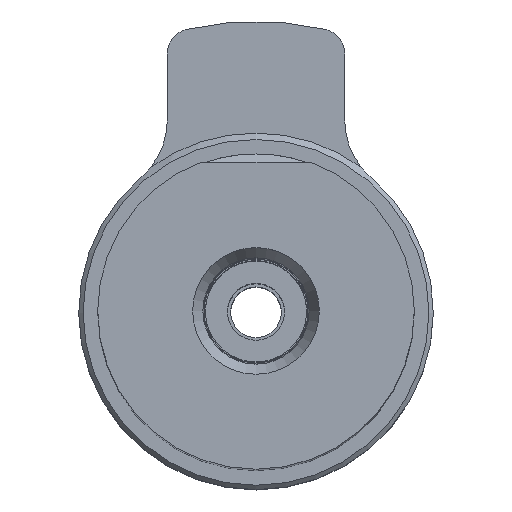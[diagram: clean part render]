
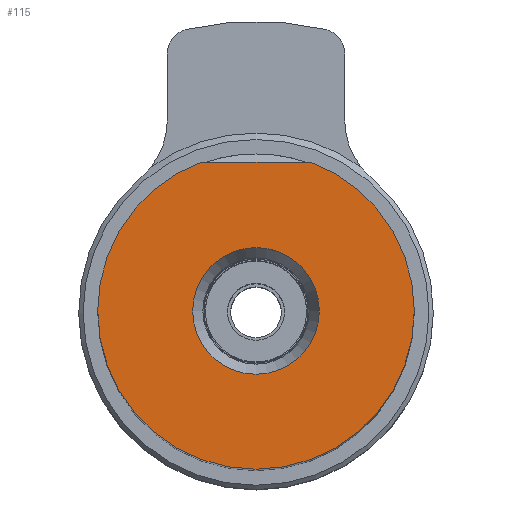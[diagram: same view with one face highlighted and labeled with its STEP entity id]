
A CAD part, top view. The second image highlights one B-rep face of the part: STEP entity #115.
In plain terms, the highlighted planar face has unit normal (0, 0, 1).
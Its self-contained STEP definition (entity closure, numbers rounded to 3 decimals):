
#115=ADVANCED_FACE('Unnamed[1]',(#333,#334),#335,.T.);
#148=EDGE_CURVE('Unnamed[1]',#385,#381,#386,.T.);
#279=EDGE_CURVE('Unnamed[1]',#385,#381,#569,.T.);
#292=EDGE_CURVE('Unnamed[1]',#584,#584,#585,.T.);
#333=FACE_OUTER_BOUND('',#696,.T.);
#334=FACE_BOUND('',#697,.T.);
#335=PLANE('',#698);
#381=VERTEX_POINT('',#757);
#385=VERTEX_POINT('',#763);
#386=LINE('',#764,#765);
#569=CIRCLE('',#1250,12.5);
#584=VERTEX_POINT('',#1345);
#585=CIRCLE('',#1346,5.);
#696=EDGE_LOOP('',(#1375,#1376));
#697=EDGE_LOOP('',(#1377));
#698=AXIS2_PLACEMENT_3D('',#1378,#1379,#1380);
#757=CARTESIAN_POINT('',(-4.265,11.75,0.));
#763=CARTESIAN_POINT('',(4.265,11.75,0.));
#764=CARTESIAN_POINT('',(0.,11.75,0.));
#765=VECTOR('',#1430,1.0);
#1250=AXIS2_PLACEMENT_3D('',#1656,#1657,#1658);
#1345=CARTESIAN_POINT('',(0.,5.,0.));
#1346=AXIS2_PLACEMENT_3D('',#1673,#1674,#1675);
#1375=ORIENTED_EDGE('',*,*,#148,.T.);
#1376=ORIENTED_EDGE('',*,*,#279,.F.);
#1377=ORIENTED_EDGE('',*,*,#292,.T.);
#1378=CARTESIAN_POINT('',(0.,8.75,0.));
#1379=DIRECTION('',(0.,0.,1.0));
#1380=DIRECTION('',(0.,-1.0,0.));
#1430=DIRECTION('',(-1.0,0.,0.));
#1656=CARTESIAN_POINT('',(0.,0.,0.));
#1657=DIRECTION('',(0.,0.,-1.0));
#1658=DIRECTION('',(0.,1.0,0.));
#1673=CARTESIAN_POINT('',(0.,0.,0.));
#1674=DIRECTION('',(0.,0.,-1.0));
#1675=DIRECTION('',(0.,1.0,0.));
